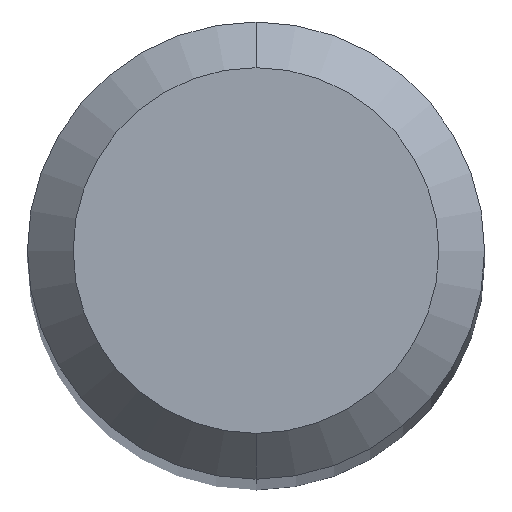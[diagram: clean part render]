
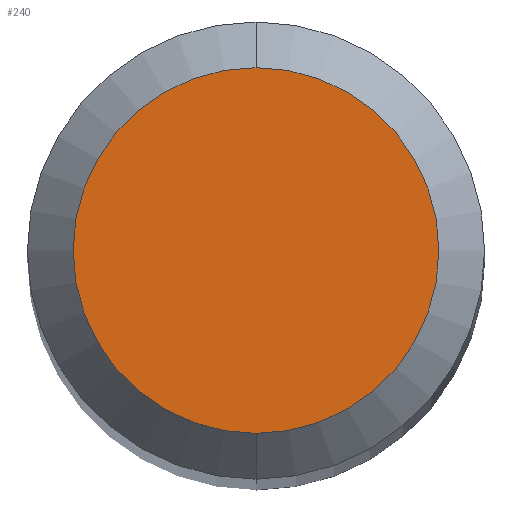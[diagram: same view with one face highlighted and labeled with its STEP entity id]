
A CAD part, top view. The second image highlights one B-rep face of the part: STEP entity #240.
In plain terms, the highlighted planar face has unit normal (0, 0, 1).
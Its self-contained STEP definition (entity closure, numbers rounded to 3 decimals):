
#132=VERTEX_POINT('',#304);
#138=EDGE_CURVE('',#176,#132,#311,.T.);
#174=EDGE_CURVE('',#132,#176,#352,.T.);
#176=VERTEX_POINT('',#354);
#240=ADVANCED_FACE('',(#427),#428,.T.);
#304=CARTESIAN_POINT('',(0.0,1.2,0.0));
#311=CIRCLE('',#503,1.2);
#352=CIRCLE('',#552,1.2);
#354=CARTESIAN_POINT('',(0.,-1.2,0.0));
#427=FACE_OUTER_BOUND('',#645,.T.);
#428=PLANE('',#646);
#503=AXIS2_PLACEMENT_3D('',#717,#718,#719);
#552=AXIS2_PLACEMENT_3D('',#776,#777,#778);
#645=EDGE_LOOP('',(#877,#878));
#646=AXIS2_PLACEMENT_3D('',#879,#880,#881);
#717=CARTESIAN_POINT('',(0.0,0.0,0.0));
#718=DIRECTION('',(0.0,0.0,-1.0));
#719=DIRECTION('',(0.0,1.0,0.0));
#776=CARTESIAN_POINT('',(0.0,0.0,0.0));
#777=DIRECTION('',(0.0,0.0,-1.0));
#778=DIRECTION('',(0.0,1.0,0.0));
#877=ORIENTED_EDGE('',*,*,#174,.F.);
#878=ORIENTED_EDGE('',*,*,#138,.F.);
#879=CARTESIAN_POINT('',(0.0,0.6,0.0));
#880=DIRECTION('',(-0.0,0.0,1.0));
#881=DIRECTION('',(0.0,-1.0,0.0));
